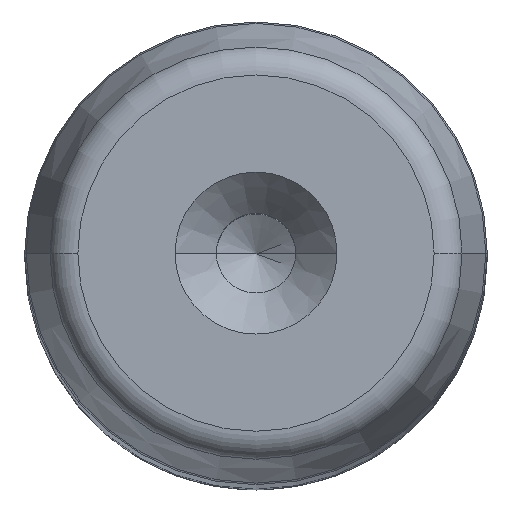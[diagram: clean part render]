
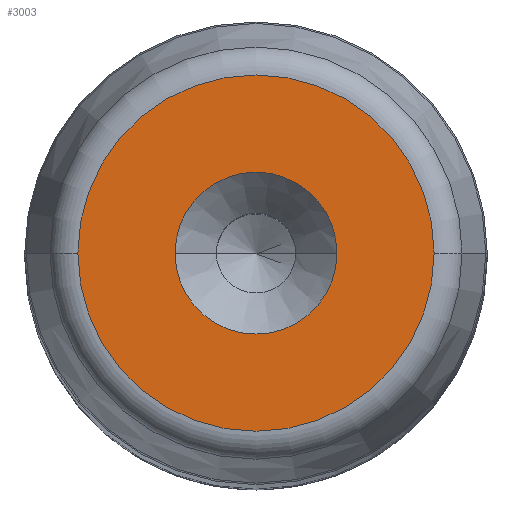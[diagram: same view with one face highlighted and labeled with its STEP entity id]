
A CAD part, top view. The second image highlights one B-rep face of the part: STEP entity #3003.
In plain terms, the highlighted planar face has unit normal (0, 0, 1).
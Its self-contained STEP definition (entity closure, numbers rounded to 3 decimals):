
#29 = EDGE_CURVE ( 'NONE', #3009, #909, #721, .T. ) ;
#46 = AXIS2_PLACEMENT_3D ( 'NONE', #121, #1969, #2929 ) ;
#103 = AXIS2_PLACEMENT_3D ( 'NONE', #2973, #1333, #1785 ) ;
#121 = CARTESIAN_POINT ( 'NONE',  ( 0., 0., 224. ) ) ;
#164 = EDGE_CURVE ( 'NONE', #2718, #347, #2150, .T. ) ;
#196 = CARTESIAN_POINT ( 'NONE',  ( -12.322, 0., 224. ) ) ;
#273 = AXIS2_PLACEMENT_3D ( 'NONE', #408, #427, #1998 ) ;
#301 = DIRECTION ( 'NONE',  ( 0., 0., 1. ) ) ;
#347 = VERTEX_POINT ( 'NONE', #884 ) ;
#364 = CARTESIAN_POINT ( 'NONE',  ( 5.6, 0., 224. ) ) ;
#408 = CARTESIAN_POINT ( 'NONE',  ( 0., 0., 224. ) ) ;
#427 = DIRECTION ( 'NONE',  ( 0., 0., 1. ) ) ;
#480 = EDGE_LOOP ( 'NONE', ( #1828, #1697 ) ) ;
#528 = ORIENTED_EDGE ( 'NONE', *, *, #164, .T. ) ;
#550 = CARTESIAN_POINT ( 'NONE',  ( 0., 0., 224. ) ) ;
#721 = CIRCLE ( 'NONE', #46, 5.6 ) ;
#767 = DIRECTION ( 'NONE',  ( 0., 0., 1. ) ) ;
#884 = CARTESIAN_POINT ( 'NONE',  ( 12.322, 0., 224. ) ) ;
#909 = VERTEX_POINT ( 'NONE', #364 ) ;
#954 = FACE_BOUND ( 'NONE', #480, .T. ) ;
#1274 = EDGE_CURVE ( 'NONE', #909, #3009, #2421, .T. ) ;
#1283 = FACE_OUTER_BOUND ( 'NONE', #3023, .T. ) ;
#1333 = DIRECTION ( 'NONE',  ( 0., 0., 1. ) ) ;
#1697 = ORIENTED_EDGE ( 'NONE', *, *, #29, .F. ) ;
#1785 = DIRECTION ( 'NONE',  ( 1., 0., 0. ) ) ;
#1828 = ORIENTED_EDGE ( 'NONE', *, *, #1274, .F. ) ;
#1915 = CARTESIAN_POINT ( 'NONE',  ( -5.6, 0., 224. ) ) ;
#1942 = EDGE_CURVE ( 'NONE', #347, #2718, #2720, .T. ) ;
#1969 = DIRECTION ( 'NONE',  ( 0., 0., 1. ) ) ;
#1998 = DIRECTION ( 'NONE',  ( 1., 0., 0. ) ) ;
#2136 = CARTESIAN_POINT ( 'NONE',  ( 0., 0., 224. ) ) ;
#2150 = CIRCLE ( 'NONE', #273, 12.322 ) ;
#2153 = AXIS2_PLACEMENT_3D ( 'NONE', #550, #301, #2878 ) ;
#2160 = ORIENTED_EDGE ( 'NONE', *, *, #1942, .T. ) ;
#2170 = AXIS2_PLACEMENT_3D ( 'NONE', #2136, #767, #2350 ) ;
#2350 = DIRECTION ( 'NONE',  ( 1., 0., 0. ) ) ;
#2421 = CIRCLE ( 'NONE', #2170, 5.6 ) ;
#2718 = VERTEX_POINT ( 'NONE', #196 ) ;
#2720 = CIRCLE ( 'NONE', #103, 12.322 ) ;
#2869 = PLANE ( 'NONE',  #2153 ) ;
#2878 = DIRECTION ( 'NONE',  ( 1., 0., 0. ) ) ;
#2929 = DIRECTION ( 'NONE',  ( 1., 0., 0. ) ) ;
#2973 = CARTESIAN_POINT ( 'NONE',  ( 0., 0., 224. ) ) ;
#3003 = ADVANCED_FACE ( 'NONE', ( #1283, #954 ), #2869, .T. ) ;
#3009 = VERTEX_POINT ( 'NONE', #1915 ) ;
#3023 = EDGE_LOOP ( 'NONE', ( #2160, #528 ) ) ;
